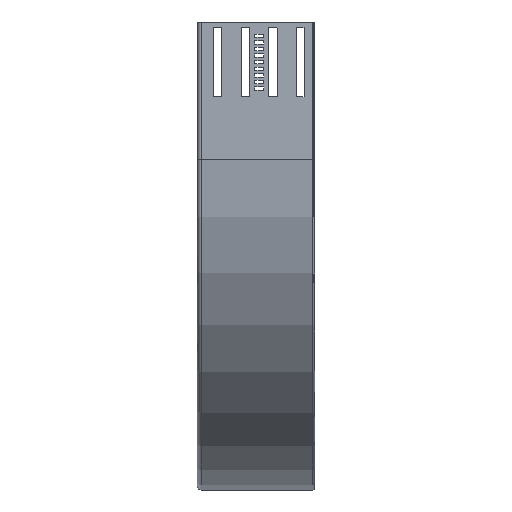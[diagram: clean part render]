
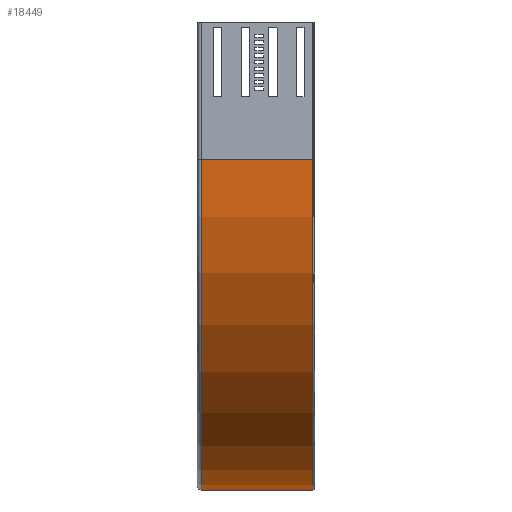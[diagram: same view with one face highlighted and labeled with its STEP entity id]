
A CAD part, left-side view. The second image highlights one B-rep face of the part: STEP entity #18449.
In plain terms, the highlighted cylindrical face has radius 300 mm (diameter 600 mm), a partial arc.
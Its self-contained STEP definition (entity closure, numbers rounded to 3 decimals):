
#395 = DIRECTION ( 'NONE',  ( 0., 1., 0. ) ) ;
#523 = DIRECTION ( 'NONE',  ( -1., 0., 0. ) ) ;
#604 = EDGE_CURVE ( 'NONE', #2699, #10151, #14455, .T. ) ;
#627 = DIRECTION ( 'NONE',  ( 0., -1., 0. ) ) ;
#780 = VERTEX_POINT ( 'NONE', #11898 ) ;
#1859 = DIRECTION ( 'NONE',  ( 0., -1., 0. ) ) ;
#2699 = VERTEX_POINT ( 'NONE', #11998 ) ;
#2992 = AXIS2_PLACEMENT_3D ( 'NONE', #12846, #1859, #15821 ) ;
#3392 = ORIENTED_EDGE ( 'NONE', *, *, #6182, .F. ) ;
#4135 = EDGE_LOOP ( 'NONE', ( #17604, #3392, #13094, #18960 ) ) ;
#5646 = AXIS2_PLACEMENT_3D ( 'NONE', #14929, #17901, #17699 ) ;
#6182 = EDGE_CURVE ( 'NONE', #12098, #780, #19541, .T. ) ;
#6545 = CARTESIAN_POINT ( 'NONE',  ( 0., 0., -125. ) ) ;
#6625 = CIRCLE ( 'NONE', #18088, 300. ) ;
#6671 = CARTESIAN_POINT ( 'NONE',  ( 300., 1.75, -425. ) ) ;
#7792 = EDGE_CURVE ( 'NONE', #10151, #780, #11220, .T. ) ;
#8317 = CARTESIAN_POINT ( 'NONE',  ( 300., 1.75, -125. ) ) ;
#8476 = CARTESIAN_POINT ( 'NONE',  ( 300., 0., -425. ) ) ;
#10151 = VERTEX_POINT ( 'NONE', #13085 ) ;
#11220 = CIRCLE ( 'NONE', #5646, 300. ) ;
#11475 = DIRECTION ( 'NONE',  ( 0., 1., 0. ) ) ;
#11898 = CARTESIAN_POINT ( 'NONE',  ( 300., 103.25, -425. ) ) ;
#11998 = CARTESIAN_POINT ( 'NONE',  ( 0., 1.75, -125. ) ) ;
#12098 = VERTEX_POINT ( 'NONE', #6671 ) ;
#12355 = VECTOR ( 'NONE', #395, 1000. ) ;
#12846 = CARTESIAN_POINT ( 'NONE',  ( 300., 0., -125. ) ) ;
#13085 = CARTESIAN_POINT ( 'NONE',  ( 0., 103.25, -125. ) ) ;
#13094 = ORIENTED_EDGE ( 'NONE', *, *, #16125, .F. ) ;
#14455 = LINE ( 'NONE', #6545, #12355 ) ;
#14929 = CARTESIAN_POINT ( 'NONE',  ( 300., 103.25, -125. ) ) ;
#15821 = DIRECTION ( 'NONE',  ( 0., 0., -1. ) ) ;
#16125 = EDGE_CURVE ( 'NONE', #2699, #12098, #6625, .T. ) ;
#17604 = ORIENTED_EDGE ( 'NONE', *, *, #7792, .T. ) ;
#17699 = DIRECTION ( 'NONE',  ( -1., 0., 0. ) ) ;
#17901 = DIRECTION ( 'NONE',  ( 0., -1., 0. ) ) ;
#18012 = VECTOR ( 'NONE', #11475, 1000. ) ;
#18088 = AXIS2_PLACEMENT_3D ( 'NONE', #8317, #627, #523 ) ;
#18449 = ADVANCED_FACE ( 'NONE', ( #18985 ), #18666, .T. ) ;
#18666 = CYLINDRICAL_SURFACE ( 'NONE', #2992, 300. ) ;
#18960 = ORIENTED_EDGE ( 'NONE', *, *, #604, .T. ) ;
#18985 = FACE_OUTER_BOUND ( 'NONE', #4135, .T. ) ;
#19541 = LINE ( 'NONE', #8476, #18012 ) ;
